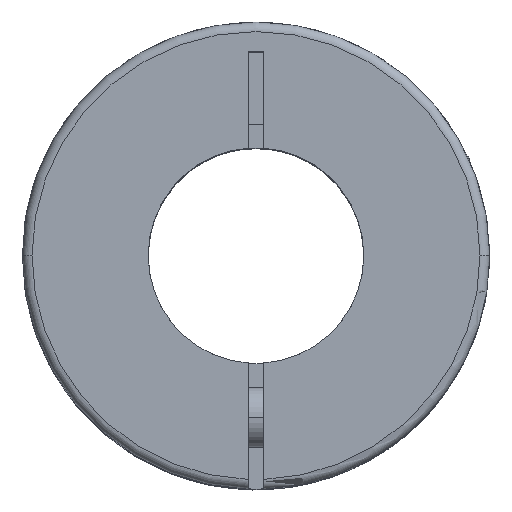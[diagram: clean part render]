
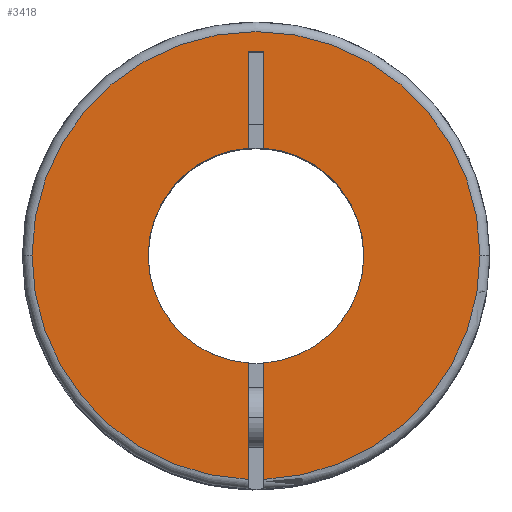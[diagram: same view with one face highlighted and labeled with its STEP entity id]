
A CAD part, top view. The second image highlights one B-rep face of the part: STEP entity #3418.
In plain terms, the highlighted planar face has unit normal (0, 0, 1).
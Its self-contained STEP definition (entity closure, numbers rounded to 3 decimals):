
#101 = VERTEX_POINT ( 'NONE', #452 ) ;
#162 = CARTESIAN_POINT ( 'NONE',  ( -9., 0., 0. ) ) ;
#184 = VERTEX_POINT ( 'NONE', #2638 ) ;
#203 = ORIENTED_EDGE ( 'NONE', *, *, #984, .T. ) ;
#277 = CIRCLE ( 'NONE', #982, 18.7 ) ;
#320 = DIRECTION ( 'NONE',  ( 0., -1., 0. ) ) ;
#374 = AXIS2_PLACEMENT_3D ( 'NONE', #3828, #1400, #1975 ) ;
#405 = VECTOR ( 'NONE', #1831, 1000. ) ;
#434 = EDGE_CURVE ( 'NONE', #2937, #1721, #1583, .T. ) ;
#452 = CARTESIAN_POINT ( 'NONE',  ( -0.65, 8.976, 0. ) ) ;
#472 = VECTOR ( 'NONE', #1105, 1000. ) ;
#488 = DIRECTION ( 'NONE',  ( 0., 0., -1. ) ) ;
#498 = CARTESIAN_POINT ( 'NONE',  ( 0.65, -19.5, 0. ) ) ;
#535 = ORIENTED_EDGE ( 'NONE', *, *, #751, .F. ) ;
#557 = VERTEX_POINT ( 'NONE', #162 ) ;
#560 = EDGE_CURVE ( 'NONE', #3850, #184, #2033, .T. ) ;
#600 = CARTESIAN_POINT ( 'NONE',  ( 0., 0., 0. ) ) ;
#602 = EDGE_CURVE ( 'NONE', #2785, #2475, #3097, .T. ) ;
#619 = DIRECTION ( 'NONE',  ( -1., 0., 0. ) ) ;
#662 = DIRECTION ( 'NONE',  ( -1., 0., 0. ) ) ;
#673 = EDGE_LOOP ( 'NONE', ( #1527, #2037, #3253, #983, #535, #3994, #3488, #203, #3634, #3398, #3369 ) ) ;
#682 = CARTESIAN_POINT ( 'NONE',  ( -0.65, 17., 0. ) ) ;
#751 = EDGE_CURVE ( 'NONE', #184, #101, #2152, .T. ) ;
#770 = DIRECTION ( 'NONE',  ( 0., -1., 0. ) ) ;
#817 = VERTEX_POINT ( 'NONE', #2192 ) ;
#833 = CARTESIAN_POINT ( 'NONE',  ( -0.65, -8.976, 0. ) ) ;
#859 = CIRCLE ( 'NONE', #3332, 9. ) ;
#942 = DIRECTION ( 'NONE',  ( -1., 0., 0. ) ) ;
#982 = AXIS2_PLACEMENT_3D ( 'NONE', #600, #1549, #942 ) ;
#983 = ORIENTED_EDGE ( 'NONE', *, *, #3937, .T. ) ;
#984 = EDGE_CURVE ( 'NONE', #1405, #817, #3663, .T. ) ;
#1087 = VECTOR ( 'NONE', #2341, 1000. ) ;
#1105 = DIRECTION ( 'NONE',  ( 0., 1., 0. ) ) ;
#1113 = AXIS2_PLACEMENT_3D ( 'NONE', #2528, #2865, #662 ) ;
#1130 = LINE ( 'NONE', #498, #472 ) ;
#1262 = LINE ( 'NONE', #2161, #405 ) ;
#1267 = EDGE_CURVE ( 'NONE', #1721, #3705, #277, .T. ) ;
#1294 = CARTESIAN_POINT ( 'NONE',  ( 0., 0., 0. ) ) ;
#1356 = CARTESIAN_POINT ( 'NONE',  ( 0.65, 17., 0. ) ) ;
#1400 = DIRECTION ( 'NONE',  ( 0., 0., -1. ) ) ;
#1405 = VERTEX_POINT ( 'NONE', #3490 ) ;
#1527 = ORIENTED_EDGE ( 'NONE', *, *, #1267, .F. ) ;
#1549 = DIRECTION ( 'NONE',  ( 0., 0., -1. ) ) ;
#1583 = LINE ( 'NONE', #1602, #1882 ) ;
#1602 = CARTESIAN_POINT ( 'NONE',  ( -0.65, 17., 0. ) ) ;
#1641 = DIRECTION ( 'NONE',  ( -1., 0., 0. ) ) ;
#1651 = CARTESIAN_POINT ( 'NONE',  ( 18.7, 0., 0. ) ) ;
#1721 = VERTEX_POINT ( 'NONE', #2668 ) ;
#1726 = CARTESIAN_POINT ( 'NONE',  ( 0., 0., 0. ) ) ;
#1831 = DIRECTION ( 'NONE',  ( 0., 1., 0. ) ) ;
#1882 = VECTOR ( 'NONE', #3745, 1000. ) ;
#1940 = EDGE_CURVE ( 'NONE', #3705, #2785, #2746, .T. ) ;
#1975 = DIRECTION ( 'NONE',  ( -1., 0., 0. ) ) ;
#2033 = LINE ( 'NONE', #3250, #1087 ) ;
#2037 = ORIENTED_EDGE ( 'NONE', *, *, #434, .F. ) ;
#2060 = VECTOR ( 'NONE', #320, 1000. ) ;
#2152 = LINE ( 'NONE', #682, #2060 ) ;
#2161 = CARTESIAN_POINT ( 'NONE',  ( 0.65, -19.5, 0. ) ) ;
#2192 = CARTESIAN_POINT ( 'NONE',  ( 0.65, -8.976, 0. ) ) ;
#2325 = CARTESIAN_POINT ( 'NONE',  ( 0., 0., 0. ) ) ;
#2341 = DIRECTION ( 'NONE',  ( -1., 0., 0. ) ) ;
#2350 = DIRECTION ( 'NONE',  ( -1., 0., 0. ) ) ;
#2363 = EDGE_CURVE ( 'NONE', #2937, #557, #859, .T. ) ;
#2475 = VERTEX_POINT ( 'NONE', #3821 ) ;
#2504 = EDGE_CURVE ( 'NONE', #2475, #817, #1130, .T. ) ;
#2515 = CARTESIAN_POINT ( 'NONE',  ( -18.7, 0., 0. ) ) ;
#2528 = CARTESIAN_POINT ( 'NONE',  ( 0., 0., 0. ) ) ;
#2607 = DIRECTION ( 'NONE',  ( 0., 0., -1. ) ) ;
#2638 = CARTESIAN_POINT ( 'NONE',  ( -0.65, 17., 0. ) ) ;
#2668 = CARTESIAN_POINT ( 'NONE',  ( -0.65, -18.689, 0. ) ) ;
#2715 = AXIS2_PLACEMENT_3D ( 'NONE', #1726, #3242, #2350 ) ;
#2746 = CIRCLE ( 'NONE', #1113, 18.7 ) ;
#2785 = VERTEX_POINT ( 'NONE', #1651 ) ;
#2805 = AXIS2_PLACEMENT_3D ( 'NONE', #2325, #488, #770 ) ;
#2865 = DIRECTION ( 'NONE',  ( 0., 0., -1. ) ) ;
#2878 = AXIS2_PLACEMENT_3D ( 'NONE', #2887, #2607, #1641 ) ;
#2887 = CARTESIAN_POINT ( 'NONE',  ( 0., 0., 0. ) ) ;
#2937 = VERTEX_POINT ( 'NONE', #833 ) ;
#3060 = EDGE_CURVE ( 'NONE', #1405, #3850, #1262, .T. ) ;
#3097 = CIRCLE ( 'NONE', #374, 18.7 ) ;
#3242 = DIRECTION ( 'NONE',  ( 0., 0., -1. ) ) ;
#3250 = CARTESIAN_POINT ( 'NONE',  ( 0.65, 17., 0. ) ) ;
#3253 = ORIENTED_EDGE ( 'NONE', *, *, #2363, .T. ) ;
#3274 = PLANE ( 'NONE',  #2805 ) ;
#3332 = AXIS2_PLACEMENT_3D ( 'NONE', #1294, #3409, #619 ) ;
#3369 = ORIENTED_EDGE ( 'NONE', *, *, #1940, .F. ) ;
#3398 = ORIENTED_EDGE ( 'NONE', *, *, #602, .F. ) ;
#3409 = DIRECTION ( 'NONE',  ( 0., 0., -1. ) ) ;
#3418 = ADVANCED_FACE ( 'NONE', ( #3868 ), #3274, .F. ) ;
#3488 = ORIENTED_EDGE ( 'NONE', *, *, #3060, .F. ) ;
#3490 = CARTESIAN_POINT ( 'NONE',  ( 0.65, 8.976, 0. ) ) ;
#3634 = ORIENTED_EDGE ( 'NONE', *, *, #2504, .F. ) ;
#3663 = CIRCLE ( 'NONE', #2878, 9. ) ;
#3705 = VERTEX_POINT ( 'NONE', #2515 ) ;
#3745 = DIRECTION ( 'NONE',  ( 0., -1., 0. ) ) ;
#3819 = CIRCLE ( 'NONE', #2715, 9. ) ;
#3821 = CARTESIAN_POINT ( 'NONE',  ( 0.65, -18.689, 0. ) ) ;
#3828 = CARTESIAN_POINT ( 'NONE',  ( 0., 0., 0. ) ) ;
#3850 = VERTEX_POINT ( 'NONE', #1356 ) ;
#3868 = FACE_OUTER_BOUND ( 'NONE', #673, .T. ) ;
#3937 = EDGE_CURVE ( 'NONE', #557, #101, #3819, .T. ) ;
#3994 = ORIENTED_EDGE ( 'NONE', *, *, #560, .F. ) ;
